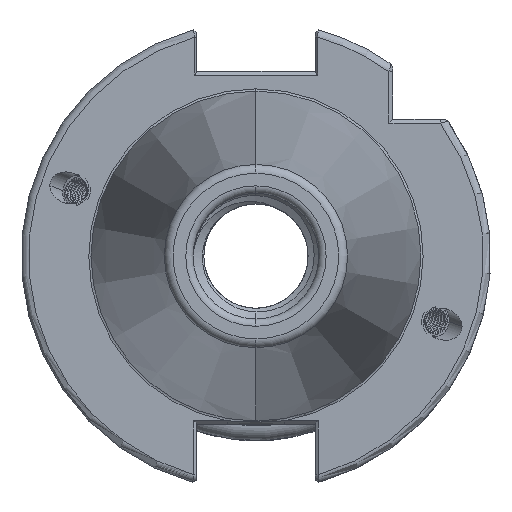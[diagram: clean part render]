
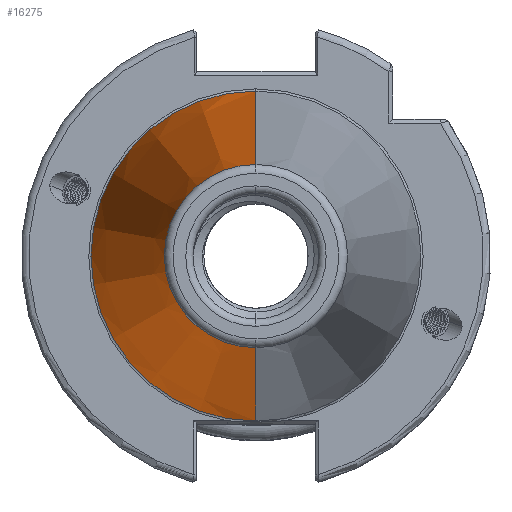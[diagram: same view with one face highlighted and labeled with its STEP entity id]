
A CAD part, left-side view. The second image highlights one B-rep face of the part: STEP entity #16275.
In plain terms, the highlighted conical face has half-angle 8.297 degrees and reference radius 22.692 mm.
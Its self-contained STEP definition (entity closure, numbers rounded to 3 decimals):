
#1726 = ORIENTED_EDGE ( 'NONE', *, *, #15961, .F. ) ;
#1736 = ORIENTED_EDGE ( 'NONE', *, *, #15837, .T. ) ;
#4291 = CONICAL_SURFACE ( 'NONE', #18371, 22.692, 0.145 ) ;
#4294 = FACE_OUTER_BOUND ( 'NONE', #27163, .T. ) ;
#6273 = CIRCLE ( 'NONE', #18962, 12.4 ) ;
#6290 = LINE ( 'NONE', #28556, #6294 ) ;
#6294 = VECTOR ( 'NONE', #28682, 1000. ) ;
#6335 = CIRCLE ( 'NONE', #18965, 22.327 ) ;
#6375 = VECTOR ( 'NONE', #19279, 1000. ) ;
#6380 = LINE ( 'NONE', #19288, #6375 ) ;
#7784 = VERTEX_POINT ( 'NONE', #11977 ) ;
#7856 = VERTEX_POINT ( 'NONE', #12167 ) ;
#11977 = CARTESIAN_POINT ( 'NONE',  ( -2.5, 0., -22.327 ) ) ;
#12167 = CARTESIAN_POINT ( 'NONE',  ( -2.5, 0., 22.327 ) ) ;
#15471 = ORIENTED_EDGE ( 'NONE', *, *, #15887, .T. ) ;
#15472 = ORIENTED_EDGE ( 'NONE', *, *, #16019, .F. ) ;
#15837 = EDGE_CURVE ( 'NONE', #15919, #15941, #6273, .T. ) ;
#15887 = EDGE_CURVE ( 'NONE', #15941, #7856, #6290, .T. ) ;
#15919 = VERTEX_POINT ( 'NONE', #28823 ) ;
#15941 = VERTEX_POINT ( 'NONE', #28924 ) ;
#15961 = EDGE_CURVE ( 'NONE', #7784, #7856, #6335, .T. ) ;
#16019 = EDGE_CURVE ( 'NONE', #15919, #7784, #6380, .T. ) ;
#16275 = ADVANCED_FACE ( 'NONE', ( #4294 ), #4291, .T. ) ;
#18371 = AXIS2_PLACEMENT_3D ( 'NONE', #27719, #27766, #27728 ) ;
#18962 = AXIS2_PLACEMENT_3D ( 'NONE', #28267, #28222, #28303 ) ;
#18965 = AXIS2_PLACEMENT_3D ( 'NONE', #29023, #29028, #29044 ) ;
#19279 = DIRECTION ( 'NONE',  ( 0.99, 0., -0.144 ) ) ;
#19288 = CARTESIAN_POINT ( 'NONE',  ( 0., 0., -22.692 ) ) ;
#27163 = EDGE_LOOP ( 'NONE', ( #1736, #15471, #1726, #15472 ) ) ;
#27719 = CARTESIAN_POINT ( 'NONE',  ( 0., 0., 0. ) ) ;
#27728 = DIRECTION ( 'NONE',  ( 0., 0., -1. ) ) ;
#27766 = DIRECTION ( 'NONE',  ( 1., 0., 0. ) ) ;
#28222 = DIRECTION ( 'NONE',  ( 1., 0., 0. ) ) ;
#28267 = CARTESIAN_POINT ( 'NONE',  ( -70.573, 0., 0. ) ) ;
#28303 = DIRECTION ( 'NONE',  ( 0., 0., 1. ) ) ;
#28556 = CARTESIAN_POINT ( 'NONE',  ( 0., 0., 22.692 ) ) ;
#28682 = DIRECTION ( 'NONE',  ( 0.99, 0., 0.144 ) ) ;
#28823 = CARTESIAN_POINT ( 'NONE',  ( -70.573, 0., -12.4 ) ) ;
#28924 = CARTESIAN_POINT ( 'NONE',  ( -70.573, 0., 12.4 ) ) ;
#29023 = CARTESIAN_POINT ( 'NONE',  ( -2.5, 0., 0. ) ) ;
#29028 = DIRECTION ( 'NONE',  ( 1., 0., 0. ) ) ;
#29044 = DIRECTION ( 'NONE',  ( 0., 0., -1. ) ) ;
